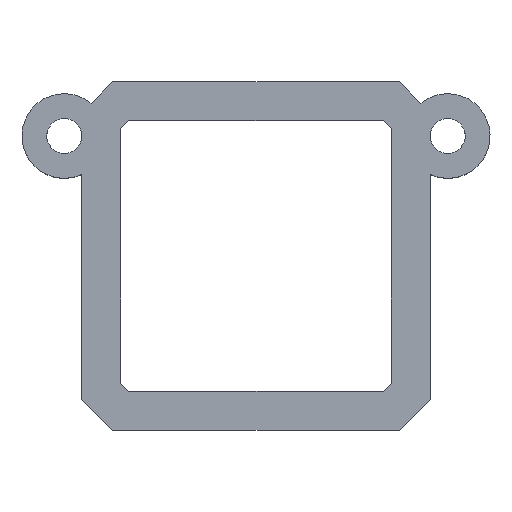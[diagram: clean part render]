
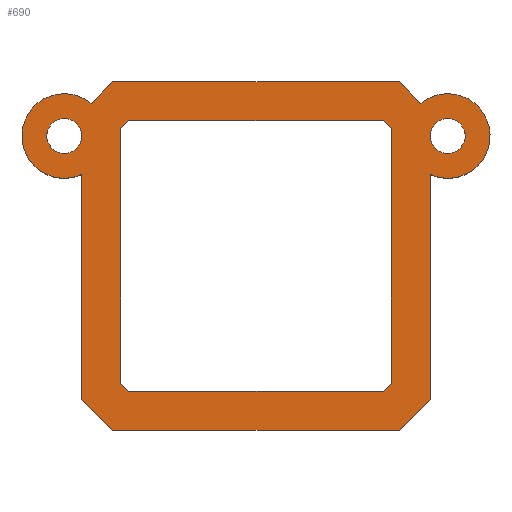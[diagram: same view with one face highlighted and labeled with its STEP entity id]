
A CAD part, top view. The second image highlights one B-rep face of the part: STEP entity #690.
In plain terms, the highlighted planar face has unit normal (0, 0, 1).
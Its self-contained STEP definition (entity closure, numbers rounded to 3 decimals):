
#24=FACE_BOUND('',#91,.T.);
#25=FACE_BOUND('',#92,.T.);
#26=FACE_BOUND('',#93,.T.);
#52=FACE_OUTER_BOUND('',#90,.T.);
#90=EDGE_LOOP('',(#561,#562,#563,#564,#565,#566,#567,#568,#569,#570));
#91=EDGE_LOOP('',(#571));
#92=EDGE_LOOP('',(#572,#573,#574,#575,#576,#577,#578,#579));
#93=EDGE_LOOP('',(#580));
#109=CIRCLE('',#732,5.45);
#110=CIRCLE('',#734,2.25);
#115=CIRCLE('',#745,5.45);
#116=CIRCLE('',#747,2.25);
#128=LINE('',#990,#212);
#133=LINE('',#999,#217);
#155=LINE('',#1054,#239);
#156=LINE('',#1057,#240);
#158=LINE('',#1062,#242);
#162=LINE('',#1070,#246);
#165=LINE('',#1076,#249);
#168=LINE('',#1082,#252);
#171=LINE('',#1088,#255);
#174=LINE('',#1094,#258);
#177=LINE('',#1100,#261);
#180=LINE('',#1105,#264);
#182=LINE('',#1109,#266);
#184=LINE('',#1113,#268);
#186=LINE('',#1116,#270);
#187=LINE('',#1117,#271);
#212=VECTOR('',#808,10.);
#217=VECTOR('',#815,10.);
#239=VECTOR('',#861,10.);
#240=VECTOR('',#864,10.);
#242=VECTOR('',#868,10.);
#246=VECTOR('',#874,10.);
#249=VECTOR('',#879,10.);
#252=VECTOR('',#884,10.);
#255=VECTOR('',#889,10.);
#258=VECTOR('',#894,10.);
#261=VECTOR('',#899,10.);
#264=VECTOR('',#904,10.);
#266=VECTOR('',#908,10.);
#268=VECTOR('',#912,10.);
#270=VECTOR('',#916,10.);
#271=VECTOR('',#917,10.);
#296=VERTEX_POINT('',#979);
#297=VERTEX_POINT('',#981);
#298=VERTEX_POINT('',#985);
#299=VERTEX_POINT('',#989);
#302=VERTEX_POINT('',#997);
#320=VERTEX_POINT('',#1042);
#321=VERTEX_POINT('',#1044);
#322=VERTEX_POINT('',#1048);
#323=VERTEX_POINT('',#1052);
#324=VERTEX_POINT('',#1056);
#325=VERTEX_POINT('',#1060);
#326=VERTEX_POINT('',#1061);
#329=VERTEX_POINT('',#1069);
#331=VERTEX_POINT('',#1075);
#333=VERTEX_POINT('',#1081);
#335=VERTEX_POINT('',#1087);
#337=VERTEX_POINT('',#1093);
#339=VERTEX_POINT('',#1099);
#341=VERTEX_POINT('',#1108);
#342=VERTEX_POINT('',#1112);
#362=EDGE_CURVE('',#296,#297,#109,.T.);
#365=EDGE_CURVE('',#298,#298,#110,.T.);
#366=EDGE_CURVE('',#297,#299,#128,.T.);
#371=EDGE_CURVE('',#296,#302,#133,.T.);
#394=EDGE_CURVE('',#321,#320,#115,.T.);
#397=EDGE_CURVE('',#322,#322,#116,.T.);
#399=EDGE_CURVE('',#323,#320,#155,.T.);
#400=EDGE_CURVE('',#324,#321,#156,.T.);
#402=EDGE_CURVE('',#325,#326,#158,.T.);
#406=EDGE_CURVE('',#329,#325,#162,.T.);
#409=EDGE_CURVE('',#331,#329,#165,.T.);
#412=EDGE_CURVE('',#333,#331,#168,.T.);
#415=EDGE_CURVE('',#335,#333,#171,.T.);
#418=EDGE_CURVE('',#337,#335,#174,.T.);
#421=EDGE_CURVE('',#339,#337,#177,.T.);
#424=EDGE_CURVE('',#326,#339,#180,.T.);
#426=EDGE_CURVE('',#324,#341,#182,.T.);
#428=EDGE_CURVE('',#342,#341,#184,.T.);
#430=EDGE_CURVE('',#342,#302,#186,.T.);
#431=EDGE_CURVE('',#323,#299,#187,.T.);
#561=ORIENTED_EDGE('',*,*,#362,.F.);
#562=ORIENTED_EDGE('',*,*,#371,.T.);
#563=ORIENTED_EDGE('',*,*,#430,.F.);
#564=ORIENTED_EDGE('',*,*,#428,.T.);
#565=ORIENTED_EDGE('',*,*,#426,.F.);
#566=ORIENTED_EDGE('',*,*,#400,.T.);
#567=ORIENTED_EDGE('',*,*,#394,.T.);
#568=ORIENTED_EDGE('',*,*,#399,.F.);
#569=ORIENTED_EDGE('',*,*,#431,.T.);
#570=ORIENTED_EDGE('',*,*,#366,.F.);
#571=ORIENTED_EDGE('',*,*,#365,.F.);
#572=ORIENTED_EDGE('',*,*,#402,.T.);
#573=ORIENTED_EDGE('',*,*,#424,.T.);
#574=ORIENTED_EDGE('',*,*,#421,.T.);
#575=ORIENTED_EDGE('',*,*,#418,.T.);
#576=ORIENTED_EDGE('',*,*,#415,.T.);
#577=ORIENTED_EDGE('',*,*,#412,.T.);
#578=ORIENTED_EDGE('',*,*,#409,.T.);
#579=ORIENTED_EDGE('',*,*,#406,.T.);
#580=ORIENTED_EDGE('',*,*,#397,.T.);
#655=PLANE('',#760);
#690=ADVANCED_FACE('',(#52,#24,#25,#26),#655,.T.);
#732=AXIS2_PLACEMENT_3D('',#982,#798,#799);
#734=AXIS2_PLACEMENT_3D('',#987,#804,#805);
#745=AXIS2_PLACEMENT_3D('',#1045,#850,#851);
#747=AXIS2_PLACEMENT_3D('',#1050,#856,#857);
#760=AXIS2_PLACEMENT_3D('',#1115,#914,#915);
#798=DIRECTION('center_axis',(0.,0.,-1.));
#799=DIRECTION('ref_axis',(0.413,-0.911,0.));
#804=DIRECTION('center_axis',(0.,0.,1.));
#805=DIRECTION('ref_axis',(1.,0.,0.));
#808=DIRECTION('',(0.707,0.707,0.));
#815=DIRECTION('',(0.,-1.,0.));
#850=DIRECTION('center_axis',(0.,0.,1.));
#851=DIRECTION('ref_axis',(-0.413,-0.911,0.));
#856=DIRECTION('center_axis',(0.,0.,-1.));
#857=DIRECTION('ref_axis',(-1.,0.,0.));
#861=DIRECTION('',(0.707,-0.707,0.));
#864=DIRECTION('',(0.,1.,0.));
#868=DIRECTION('',(-0.707,0.707,0.));
#874=DIRECTION('',(-1.,0.,0.));
#879=DIRECTION('',(-0.707,-0.707,0.));
#884=DIRECTION('',(0.,-1.,0.));
#889=DIRECTION('',(0.707,-0.707,0.));
#894=DIRECTION('',(1.,0.,0.));
#899=DIRECTION('',(0.707,0.707,0.));
#904=DIRECTION('',(0.,1.,0.));
#908=DIRECTION('',(-0.707,-0.707,0.));
#912=DIRECTION('',(1.,0.,0.));
#914=DIRECTION('center_axis',(0.,0.,1.));
#915=DIRECTION('ref_axis',(1.,0.,0.));
#916=DIRECTION('',(-0.707,0.707,0.));
#917=DIRECTION('',(-1.,0.,0.));
#979=CARTESIAN_POINT('',(-22.45,10.486,1.2));
#981=CARTESIAN_POINT('',(-21.24,19.66,1.2));
#982=CARTESIAN_POINT('Origin',(-24.7,15.45,1.2));
#985=CARTESIAN_POINT('',(-26.95,15.45,1.2));
#987=CARTESIAN_POINT('Origin',(-24.7,15.45,1.2));
#989=CARTESIAN_POINT('',(-18.45,22.45,1.2));
#990=CARTESIAN_POINT('',(-20.45,20.45,1.2));
#997=CARTESIAN_POINT('',(-22.45,-18.45,1.2));
#999=CARTESIAN_POINT('',(-22.45,22.45,1.2));
#1042=CARTESIAN_POINT('',(21.24,19.66,1.2));
#1044=CARTESIAN_POINT('',(22.45,10.486,1.2));
#1045=CARTESIAN_POINT('Origin',(24.7,15.45,1.2));
#1048=CARTESIAN_POINT('',(26.95,15.45,1.2));
#1050=CARTESIAN_POINT('Origin',(24.7,15.45,1.2));
#1052=CARTESIAN_POINT('',(18.45,22.45,1.2));
#1054=CARTESIAN_POINT('',(20.45,20.45,1.2));
#1056=CARTESIAN_POINT('',(22.45,-18.45,1.2));
#1057=CARTESIAN_POINT('',(22.45,-22.45,1.2));
#1060=CARTESIAN_POINT('',(-16.379,-17.45,1.2));
#1061=CARTESIAN_POINT('',(-17.45,-16.379,1.2));
#1062=CARTESIAN_POINT('',(-16.647,-17.182,1.2));
#1069=CARTESIAN_POINT('',(16.379,-17.45,1.2));
#1070=CARTESIAN_POINT('',(8.189,-17.45,1.2));
#1075=CARTESIAN_POINT('',(17.45,-16.379,1.2));
#1076=CARTESIAN_POINT('',(17.182,-16.647,1.2));
#1081=CARTESIAN_POINT('',(17.45,16.379,1.2));
#1082=CARTESIAN_POINT('',(17.45,8.189,1.2));
#1087=CARTESIAN_POINT('',(16.379,17.45,1.2));
#1088=CARTESIAN_POINT('',(16.647,17.182,1.2));
#1093=CARTESIAN_POINT('',(-16.379,17.45,1.2));
#1094=CARTESIAN_POINT('',(-8.189,17.45,1.2));
#1099=CARTESIAN_POINT('',(-17.45,16.379,1.2));
#1100=CARTESIAN_POINT('',(-17.182,16.647,1.2));
#1105=CARTESIAN_POINT('',(-17.45,-8.189,1.2));
#1108=CARTESIAN_POINT('',(18.45,-22.45,1.2));
#1109=CARTESIAN_POINT('',(20.45,-20.45,1.2));
#1112=CARTESIAN_POINT('',(-18.45,-22.45,1.2));
#1113=CARTESIAN_POINT('',(-22.45,-22.45,1.2));
#1115=CARTESIAN_POINT('Origin',(0.,0.,
1.2));
#1116=CARTESIAN_POINT('',(-20.45,-20.45,1.2));
#1117=CARTESIAN_POINT('',(22.45,22.45,1.2));
